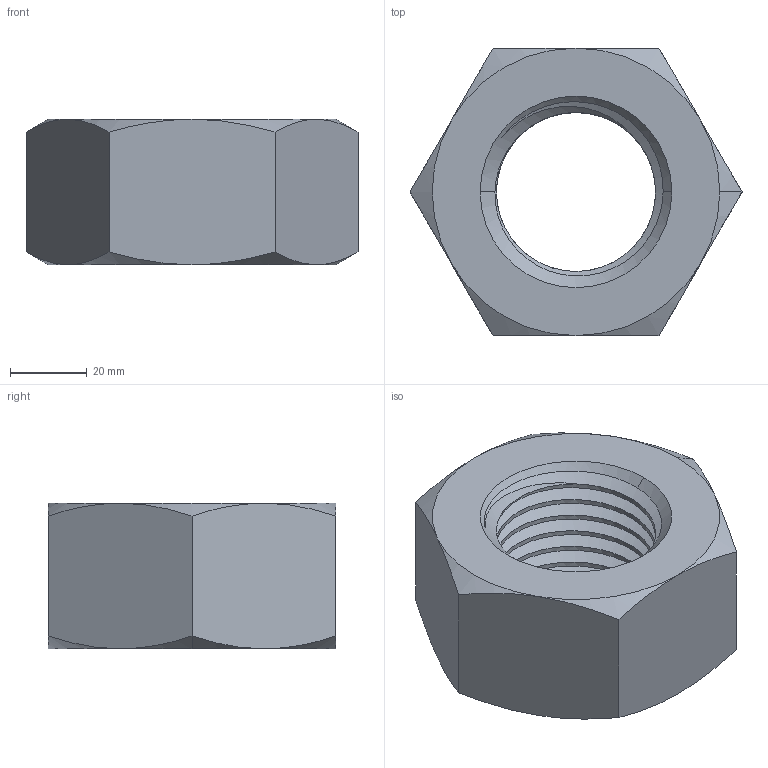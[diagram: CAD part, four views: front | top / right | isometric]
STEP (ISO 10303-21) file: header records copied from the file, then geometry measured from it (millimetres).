
FILE_DESCRIPTION (( 'STEP AP214' ), '1' );
FILE_NAME ('M48 Nut.STEP', '2019-05-01T13:51:52', ( '' ), ( '' ), 'SwSTEP 2.0', 'SolidWorks 2018', '' );
FILE_SCHEMA (( 'AUTOMOTIVE_DESIGN' ));
Length unit declared in the file: millimetre
Products named in the file (1): M48 Nut
Bounding box: 86.6 x 75 x 38 mm (x, y, z)
Volume: 124948.4 mm3; surface area: 24380.2 mm2
Topology: 1 solids, 1 shells, 41 faces, 103 edges, 64 vertices
Faces by surface type: cone 18, cylinder 13, plane 8, bspline 2
Entity records: 2927 total; most frequent: CARTESIAN_POINT 2046, ORIENTED_EDGE 206, DIRECTION 144, EDGE_CURVE 103, VERTEX_POINT 64, AXIS2_PLACEMENT_3D 60, EDGE_LOOP 43, ADVANCED_FACE 41
